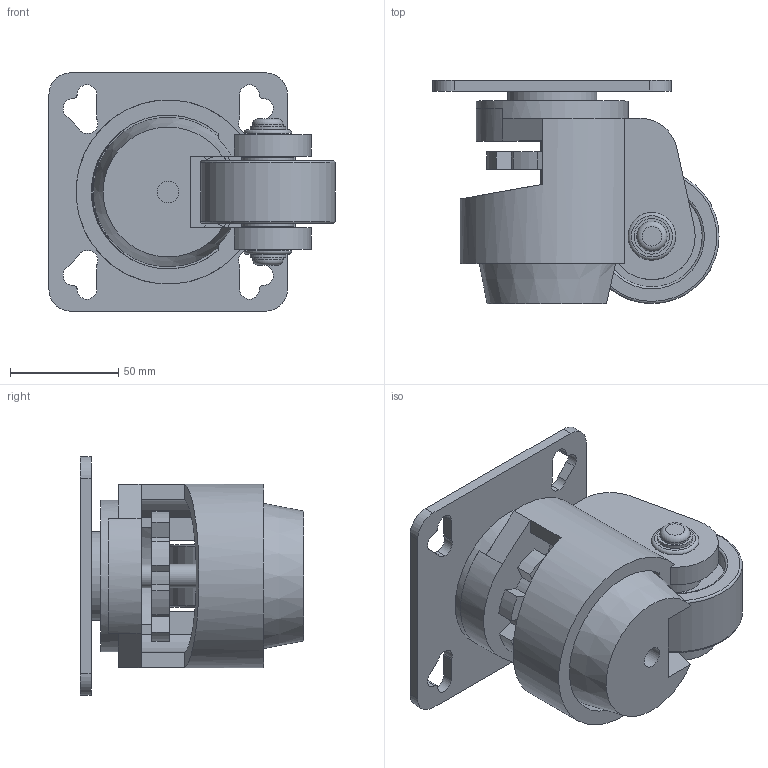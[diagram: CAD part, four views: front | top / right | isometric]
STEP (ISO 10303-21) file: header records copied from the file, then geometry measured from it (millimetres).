
FILE_DESCRIPTION(/* description */ ('STEP AP214'),/* implementation_level */ '2;1');
FILE_NAME(/* name */ '098LF062AF110110',/* time_stamp */ '2022-08-10T13:38:04+02:00',/* author */ ('License CC BY-ND 4.0'),/* organization */ ('CADENAS'),/* preprocessor_version */ 'ST-DEVELOPER v18.102',/* originating_system */ 'PARTsolutions',/* authorisation */ ' ');
FILE_SCHEMA (('AUTOMOTIVE_DESIGN {1 0 10303 214 3 1 1}'));
Length unit declared in the file: millimetre
Products named in the file (1): 098LF062AF110110
Bounding box: 132 x 103 x 110 mm (x, y, z)
Volume: 466706 mm3; surface area: 109451.5 mm2
Topology: 1 solids, 2 shells, 152 faces, 397 edges, 262 vertices
Faces by surface type: plane 72, cylinder 71, torus 8, cone 1
Full cylindrical faces by diameter (mm): 8.6 x4, 10 x2, 10.8 x2, 14 x2, 16.4 x2, 23.976 x2, 41 x1, 46.476 x2, 62 x1, 70 x1
Entity records: 5710 total; most frequent: DIRECTION 834, CARTESIAN_POINT 801, ORIENTED_EDGE 738, EDGE_CURVE 369, AXIS2_PLACEMENT_3D 318, VERTEX_POINT 261, EDGE_LOOP 210, FACE_BOUND 210
